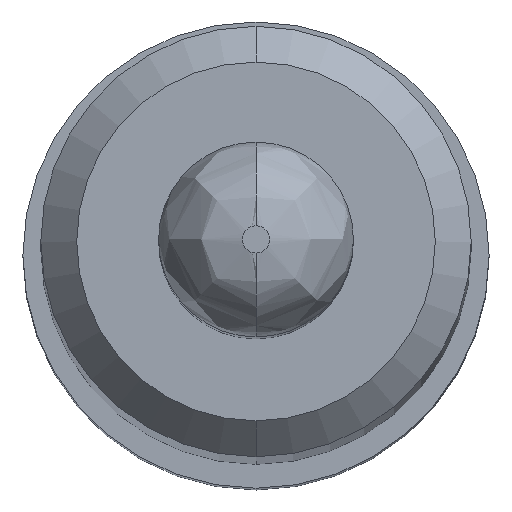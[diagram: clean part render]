
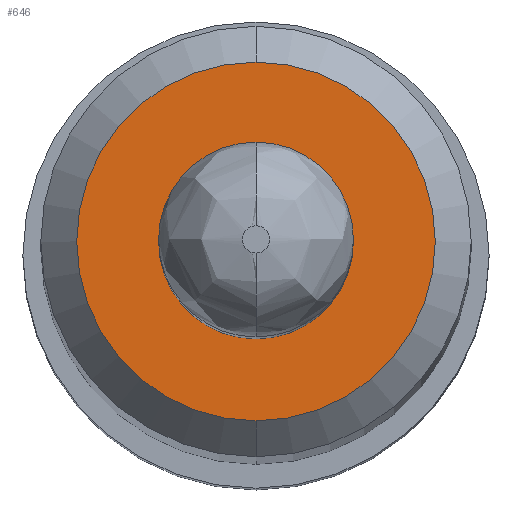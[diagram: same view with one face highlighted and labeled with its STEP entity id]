
A CAD part, top view. The second image highlights one B-rep face of the part: STEP entity #646.
In plain terms, the highlighted planar face has unit normal (0, 0, 1).
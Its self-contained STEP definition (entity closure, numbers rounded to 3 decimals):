
#48=CARTESIAN_POINT('',(0.,0.,-10.));
#49=DIRECTION('',(0.,0.,-1.));
#50=DIRECTION('',(0.,1.,0.));
#51=AXIS2_PLACEMENT_3D('',#48,#49,#50);
#62=CARTESIAN_POINT('',(0.,0.,-10.));
#63=DIRECTION('',(0.,0.,1.));
#64=DIRECTION('',(0.,1.,0.));
#65=AXIS2_PLACEMENT_3D('',#62,#63,#64);
#71=CARTESIAN_POINT('',(0.,0.,-10.));
#72=DIRECTION('',(0.,0.,1.));
#73=DIRECTION('',(0.,1.,0.));
#74=AXIS2_PLACEMENT_3D('',#71,#72,#73);
#76=CARTESIAN_POINT('',(0.,0.,-10.));
#77=DIRECTION('',(0.,0.,1.));
#78=DIRECTION('',(0.,-1.,0.));
#79=AXIS2_PLACEMENT_3D('',#76,#77,#78);
#467=CARTESIAN_POINT('',(0.,0.815,-10.));
#468=CARTESIAN_POINT('',(0.,-0.815,-10.));
#469=VERTEX_POINT('',#467);
#470=VERTEX_POINT('',#468);
#479=CARTESIAN_POINT('',(0.,1.5,-10.));
#480=CARTESIAN_POINT('',(0.,-1.5,-10.));
#481=VERTEX_POINT('',#479);
#482=VERTEX_POINT('',#480);
#631=CARTESIAN_POINT('',(0.,0.,-10.));
#632=DIRECTION('',(0.,0.,-1.));
#633=DIRECTION('',(0.,-1.,0.));
#634=AXIS2_PLACEMENT_3D('',#631,#632,#633);
#635=PLANE('',#634);
#637=ORIENTED_EDGE('',*,*,#636,.F.);
#639=ORIENTED_EDGE('',*,*,#638,.F.);
#640=EDGE_LOOP('',(#637,#639));
#641=FACE_OUTER_BOUND('',#640,.F.);
#642=ORIENTED_EDGE('',*,*,#611,.F.);
#643=ORIENTED_EDGE('',*,*,#625,.T.);
#644=EDGE_LOOP('',(#642,#643));
#645=FACE_BOUND('',#644,.F.);
#52=CIRCLE('',#51,0.815);
#66=CIRCLE('',#65,0.815);
#75=CIRCLE('',#74,1.5);
#80=CIRCLE('',#79,1.5);
#611=EDGE_CURVE('',#469,#470,#52,.T.);
#625=EDGE_CURVE('',#469,#470,#66,.T.);
#636=EDGE_CURVE('',#481,#482,#75,.T.);
#638=EDGE_CURVE('',#482,#481,#80,.T.);
#646=ADVANCED_FACE('',(#641,#645),#635,.F.);
